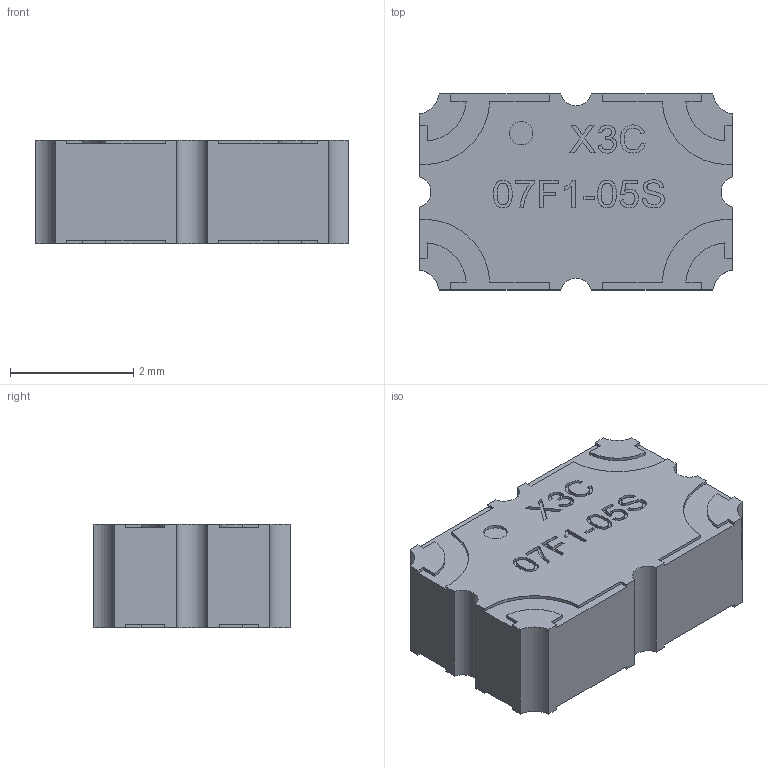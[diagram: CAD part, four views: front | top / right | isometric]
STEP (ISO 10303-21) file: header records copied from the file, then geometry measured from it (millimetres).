
FILE_DESCRIPTION (( 'STEP AP203' ), '1' );
FILE_NAME ('X3C07F1-05S.STEP', '2025-04-17T13:40:47', ( '' ), ( '' ), 'SwSTEP 2.0', 'SolidWorks 2023', '' );
FILE_SCHEMA (( 'CONFIG_CONTROL_DESIGN' ));
Length unit declared in the file: inch
Products named in the file (1): X3C07F1-05S
Bounding box: 5.08 x 3.17 x 1.68 mm (x, y, z)
Volume: 25.7 mm3; surface area: 61.2 mm2
Topology: 1 solids, 1 shells, 254 faces, 711 edges, 474 vertices
Faces by surface type: plane 159, bspline 74, cylinder 21
Entity records: 12328 total; most frequent: CARTESIAN_POINT 6170, ORIENTED_EDGE 1422, DIRECTION 967, EDGE_CURVE 711, LINE 521, VECTOR 521, VERTEX_POINT 474, EDGE_LOOP 269
